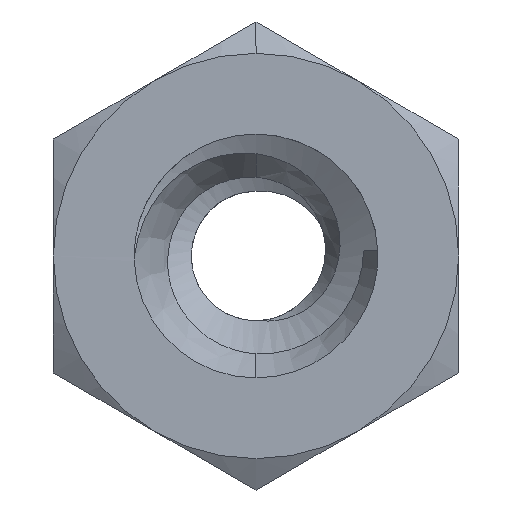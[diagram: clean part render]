
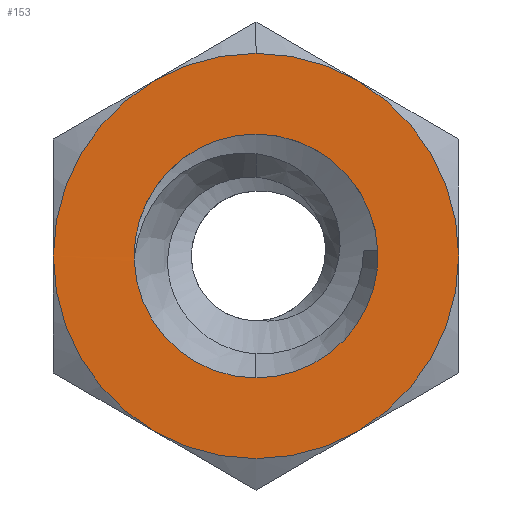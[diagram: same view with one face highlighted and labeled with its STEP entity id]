
A CAD part, front view. The second image highlights one B-rep face of the part: STEP entity #153.
In plain terms, the highlighted planar face has unit normal (0, -1, 0).
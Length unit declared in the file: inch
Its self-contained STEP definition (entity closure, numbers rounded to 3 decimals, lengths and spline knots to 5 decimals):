
#4 = CARTESIAN_POINT ( 'NONE',  ( -0.0235, -0.02342, -0.00029 ) ) ;
#6 = CARTESIAN_POINT ( 'NONE',  ( 0.01953, -0.02344, 0.03383 ) ) ;
#9 = CARTESIAN_POINT ( 'NONE',  ( -0.01953, -0.02344, -0.03383 ) ) ;
#14 = CARTESIAN_POINT ( 'NONE',  ( 0., -0.02344, 0.0235 ) ) ;
#15 = CARTESIAN_POINT ( 'NONE',  ( 0., -0.02344, -0.0235 ) ) ;
#22 = CARTESIAN_POINT ( 'NONE',  ( 0.02347, -0.02344, 0.00108 ) ) ;
#34 = CARTESIAN_POINT ( 'NONE',  ( -0.02348, -0.02344, -0.00104 ) ) ;
#36 = CARTESIAN_POINT ( 'NONE',  ( 0.01953, -0.02344, -0.03383 ) ) ;
#40 = CARTESIAN_POINT ( 'NONE',  ( -0.03906, -0.02344, 0. ) ) ;
#49 = CARTESIAN_POINT ( 'NONE',  ( 0.03906, -0.02344, 0. ) ) ;
#68 = CARTESIAN_POINT ( 'NONE',  ( -0.01953, -0.02344, 0.03383 ) ) ;
#83 = CARTESIAN_POINT ( 'NONE',  ( -0.02348, -0.02344, -0.00104 ) ) ;
#84 = CARTESIAN_POINT ( 'NONE',  ( -0.02348, -0.02344, -0.00078 ) ) ;
#86 = CARTESIAN_POINT ( 'NONE',  ( 0., -0.02344, 0. ) ) ;
#91 = CARTESIAN_POINT ( 'NONE',  ( -0.0235, -0.02342, -0.00029 ) ) ;
#93 = DIRECTION ( 'NONE',  ( 0., 1., 0. ) ) ;
#94 = CARTESIAN_POINT ( 'NONE',  ( -0.02349, -0.02344, -0.00053 ) ) ;
#99 = DIRECTION ( 'NONE',  ( 0., -1., 0. ) ) ;
#102 = CARTESIAN_POINT ( 'NONE',  ( 0., -0.02344, 0. ) ) ;
#103 = CARTESIAN_POINT ( 'NONE',  ( 0., -0.02344, 0.03906 ) ) ;
#105 = DIRECTION ( 'NONE',  ( 0., 0., 1. ) ) ;
#112 = DIRECTION ( 'NONE',  ( 0., 0., 1. ) ) ;
#153 = ADVANCED_FACE ( 'NONE', ( #190, #191 ), #680, .F. ) ;
#190 = FACE_OUTER_BOUND ( 'NONE', #507, .T. ) ;
#191 = FACE_BOUND ( 'NONE', #332, .T. ) ;
#203 = DIRECTION ( 'NONE',  ( 0., 0., 1. ) ) ;
#204 = DIRECTION ( 'NONE',  ( 0., -1., 0. ) ) ;
#210 = DIRECTION ( 'NONE',  ( 0., 0., 1. ) ) ;
#212 = DIRECTION ( 'NONE',  ( 0., -1., 0. ) ) ;
#214 = CARTESIAN_POINT ( 'NONE',  ( 0., -0.02344, 0. ) ) ;
#217 = CARTESIAN_POINT ( 'NONE',  ( 0., -0.02344, 0. ) ) ;
#262 = DIRECTION ( 'NONE',  ( 0., 1., 0. ) ) ;
#268 = CARTESIAN_POINT ( 'NONE',  ( 0., -0.02344, 0. ) ) ;
#269 = DIRECTION ( 'NONE',  ( 0., 0., 1. ) ) ;
#332 = EDGE_LOOP ( 'NONE', ( #441, #434, #430, #412, #390 ) ) ;
#390 = ORIENTED_EDGE ( 'NONE', *, *, #1085, .T. ) ;
#401 = ORIENTED_EDGE ( 'NONE', *, *, #979, .F. ) ;
#407 = ORIENTED_EDGE ( 'NONE', *, *, #1103, .T. ) ;
#410 = ORIENTED_EDGE ( 'NONE', *, *, #1023, .T. ) ;
#412 = ORIENTED_EDGE ( 'NONE', *, *, #1031, .T. ) ;
#424 = ORIENTED_EDGE ( 'NONE', *, *, #1054, .T. ) ;
#430 = ORIENTED_EDGE ( 'NONE', *, *, #1089, .T. ) ;
#433 = ORIENTED_EDGE ( 'NONE', *, *, #1003, .T. ) ;
#434 = ORIENTED_EDGE ( 'NONE', *, *, #1091, .T. ) ;
#441 = ORIENTED_EDGE ( 'NONE', *, *, #946, .T. ) ;
#468 = ORIENTED_EDGE ( 'NONE', *, *, #997, .T. ) ;
#470 = ORIENTED_EDGE ( 'NONE', *, *, #960, .T. ) ;
#507 = EDGE_LOOP ( 'NONE', ( #407, #468, #470, #424, #433, #410, #401 ) ) ;
#557 = VERTEX_POINT ( 'NONE', #49 ) ;
#569 = VERTEX_POINT ( 'NONE', #36 ) ;
#572 = VERTEX_POINT ( 'NONE', #34 ) ;
#583 = VERTEX_POINT ( 'NONE', #22 ) ;
#590 = VERTEX_POINT ( 'NONE', #40 ) ;
#591 = VERTEX_POINT ( 'NONE', #14 ) ;
#595 = VERTEX_POINT ( 'NONE', #15 ) ;
#600 = VERTEX_POINT ( 'NONE', #6 ) ;
#602 = VERTEX_POINT ( 'NONE', #4 ) ;
#605 = VERTEX_POINT ( 'NONE', #9 ) ;
#617 = B_SPLINE_CURVE_WITH_KNOTS ( 'NONE', 3,
 ( #83, #84, #94, #91 ),
 .UNSPECIFIED., .F., .F.,
 ( 4, 4 ),
 ( 0., 1. ),
 .UNSPECIFIED. ) ;
#659 = DIRECTION ( 'NONE',  ( 0., 0., 1. ) ) ;
#662 = DIRECTION ( 'NONE',  ( 0., 1., 0. ) ) ;
#680 = PLANE ( 'NONE',  #973 ) ;
#687 = CARTESIAN_POINT ( 'NONE',  ( -0.03906, -0.02344, -0.02255 ) ) ;
#758 = DIRECTION ( 'NONE',  ( 0., 0., 1. ) ) ;
#759 = CARTESIAN_POINT ( 'NONE',  ( 0., -0.02344, 0. ) ) ;
#765 = CARTESIAN_POINT ( 'NONE',  ( 0., -0.02344, 0. ) ) ;
#771 = DIRECTION ( 'NONE',  ( 0., -1., 0. ) ) ;
#774 = CARTESIAN_POINT ( 'NONE',  ( 0., -0.02344, 0. ) ) ;
#777 = DIRECTION ( 'NONE',  ( 0., 1., 0. ) ) ;
#778 = DIRECTION ( 'NONE',  ( 0., 0., 1. ) ) ;
#793 = DIRECTION ( 'NONE',  ( 0., -1., 0. ) ) ;
#808 = DIRECTION ( 'NONE',  ( 0., 0., 1. ) ) ;
#942 = AXIS2_PLACEMENT_3D ( 'NONE', #759, #771, #758 ) ;
#945 = AXIS2_PLACEMENT_3D ( 'NONE', #268, #262, #269 ) ;
#946 = EDGE_CURVE ( 'NONE', #583, #595, #1513, .T. ) ;
#960 = EDGE_CURVE ( 'NONE', #1239, #590, #1530, .T. ) ;
#973 = AXIS2_PLACEMENT_3D ( 'NONE', #687, #662, #659 ) ;
#979 = EDGE_CURVE ( 'NONE', #600, #557, #1475, .T. ) ;
#988 = AXIS2_PLACEMENT_3D ( 'NONE', #86, #99, #105 ) ;
#993 = AXIS2_PLACEMENT_3D ( 'NONE', #774, #777, #778 ) ;
#997 = EDGE_CURVE ( 'NONE', #1240, #1239, #1509, .T. ) ;
#1003 = EDGE_CURVE ( 'NONE', #605, #569, #1507, .T. ) ;
#1011 = AXIS2_PLACEMENT_3D ( 'NONE', #102, #93, #112 ) ;
#1023 = EDGE_CURVE ( 'NONE', #569, #557, #1486, .T. ) ;
#1031 = EDGE_CURVE ( 'NONE', #602, #591, #1496, .T. ) ;
#1054 = EDGE_CURVE ( 'NONE', #590, #605, #1529, .T. ) ;
#1070 = AXIS2_PLACEMENT_3D ( 'NONE', #214, #204, #203 ) ;
#1076 = AXIS2_PLACEMENT_3D ( 'NONE', #217, #212, #210 ) ;
#1077 = AXIS2_PLACEMENT_3D ( 'NONE', #1383, #1369, #1368 ) ;
#1078 = AXIS2_PLACEMENT_3D ( 'NONE', #765, #793, #808 ) ;
#1085 = EDGE_CURVE ( 'NONE', #591, #583, #1225, .T. ) ;
#1089 = EDGE_CURVE ( 'NONE', #572, #602, #617, .T. ) ;
#1091 = EDGE_CURVE ( 'NONE', #595, #572, #1214, .T. ) ;
#1102 = AXIS2_PLACEMENT_3D ( 'NONE', #1565, #1566, #1555 ) ;
#1103 = EDGE_CURVE ( 'NONE', #600, #1240, #1203, .T. ) ;
#1107 = AXIS2_PLACEMENT_3D ( 'NONE', #1545, #1580, #1554 ) ;
#1203 = CIRCLE ( 'NONE', #988, 0.03906 ) ;
#1214 = CIRCLE ( 'NONE', #1011, 0.0235 ) ;
#1225 = CIRCLE ( 'NONE', #945, 0.0235 ) ;
#1239 = VERTEX_POINT ( 'NONE', #68 ) ;
#1240 = VERTEX_POINT ( 'NONE', #103 ) ;
#1368 = DIRECTION ( 'NONE',  ( 0., 0., 1. ) ) ;
#1369 = DIRECTION ( 'NONE',  ( 0., 1., 0. ) ) ;
#1383 = CARTESIAN_POINT ( 'NONE',  ( 0., -0.02344, 0. ) ) ;
#1475 = CIRCLE ( 'NONE', #1077, 0.03906 ) ;
#1486 = CIRCLE ( 'NONE', #1102, 0.03906 ) ;
#1496 = CIRCLE ( 'NONE', #1107, 0.0235 ) ;
#1507 = CIRCLE ( 'NONE', #1070, 0.03906 ) ;
#1509 = CIRCLE ( 'NONE', #1076, 0.03906 ) ;
#1513 = CIRCLE ( 'NONE', #993, 0.0235 ) ;
#1529 = CIRCLE ( 'NONE', #942, 0.03906 ) ;
#1530 = CIRCLE ( 'NONE', #1078, 0.03906 ) ;
#1545 = CARTESIAN_POINT ( 'NONE',  ( 0., -0.02344, 0. ) ) ;
#1554 = DIRECTION ( 'NONE',  ( 0., 0., 1. ) ) ;
#1555 = DIRECTION ( 'NONE',  ( 0., 0., 1. ) ) ;
#1565 = CARTESIAN_POINT ( 'NONE',  ( 0., -0.02344, 0. ) ) ;
#1566 = DIRECTION ( 'NONE',  ( 0., -1., 0. ) ) ;
#1580 = DIRECTION ( 'NONE',  ( 0., 1., 0. ) ) ;
